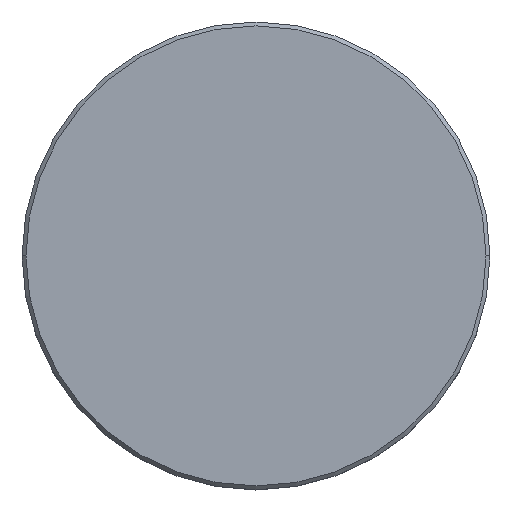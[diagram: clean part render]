
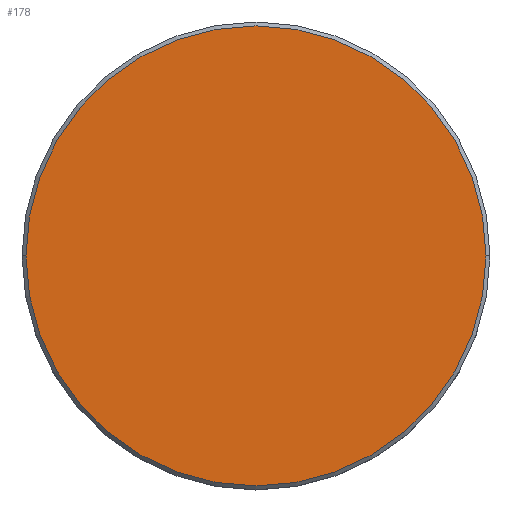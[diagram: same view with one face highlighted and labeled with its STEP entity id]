
A CAD part, top view. The second image highlights one B-rep face of the part: STEP entity #178.
In plain terms, the highlighted planar face has unit normal (0, 0, 1).
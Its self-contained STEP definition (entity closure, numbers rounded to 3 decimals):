
#58 = DIRECTION ( 'NONE',  ( 0., 0., 1. ) ) ;
#59 = DIRECTION ( 'NONE',  ( 1., 0., 0. ) ) ;
#64 = CARTESIAN_POINT ( 'NONE',  ( 0., 0., 0. ) ) ;
#69 = EDGE_CURVE ( 'NONE', #915, #1006, #727, .T. ) ;
#178 = ADVANCED_FACE ( 'NONE', ( #919 ), #1174, .T. ) ;
#232 = EDGE_LOOP ( 'NONE', ( #641, #246 ) ) ;
#237 = CARTESIAN_POINT ( 'NONE',  ( 0., 0., 0. ) ) ;
#246 = ORIENTED_EDGE ( 'NONE', *, *, #370, .T. ) ;
#348 = DIRECTION ( 'NONE',  ( 0., 0., 1. ) ) ;
#370 = EDGE_CURVE ( 'NONE', #1006, #915, #514, .T. ) ;
#460 = CARTESIAN_POINT ( 'NONE',  ( 0., 0., 0. ) ) ;
#514 = CIRCLE ( 'NONE', #725, 29.5 ) ;
#612 = DIRECTION ( 'NONE',  ( 1., 0., 0. ) ) ;
#641 = ORIENTED_EDGE ( 'NONE', *, *, #69, .T. ) ;
#725 = AXIS2_PLACEMENT_3D ( 'NONE', #64, #58, #612 ) ;
#727 = CIRCLE ( 'NONE', #1092, 29.5 ) ;
#743 = AXIS2_PLACEMENT_3D ( 'NONE', #460, #1180, #1113 ) ;
#905 = CARTESIAN_POINT ( 'NONE',  ( 29.5, 0., 0. ) ) ;
#915 = VERTEX_POINT ( 'NONE', #1171 ) ;
#919 = FACE_OUTER_BOUND ( 'NONE', #232, .T. ) ;
#1006 = VERTEX_POINT ( 'NONE', #905 ) ;
#1092 = AXIS2_PLACEMENT_3D ( 'NONE', #237, #348, #59 ) ;
#1113 = DIRECTION ( 'NONE',  ( 1., 0., 0. ) ) ;
#1171 = CARTESIAN_POINT ( 'NONE',  ( -29.5, 0., 0. ) ) ;
#1174 = PLANE ( 'NONE',  #743 ) ;
#1180 = DIRECTION ( 'NONE',  ( 0., 0., 1. ) ) ;
